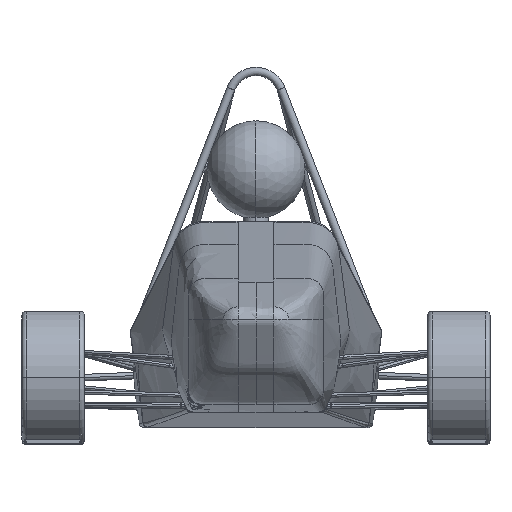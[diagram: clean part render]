
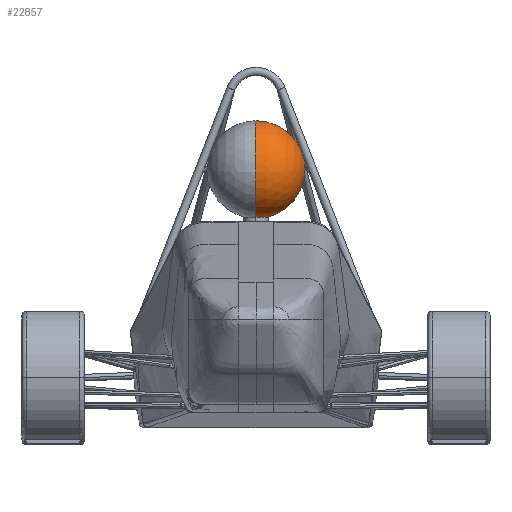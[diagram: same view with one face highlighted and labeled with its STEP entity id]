
A CAD part, top view. The second image highlights one B-rep face of the part: STEP entity #22857.
In plain terms, the highlighted spherical face has radius 150 mm.
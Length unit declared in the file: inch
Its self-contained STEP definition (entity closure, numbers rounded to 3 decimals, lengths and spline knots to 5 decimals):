
#94 = CARTESIAN_POINT ( 'NONE',  ( 0.87363, 27.38366, -0.13299 ) ) ;
#189 = B_SPLINE_CURVE_WITH_KNOTS ( 'NONE', 3,
 ( #13366, #21529, #389, #28071, #25929, #15229, #23919, #13087, #19784, #19510, #19939, #15370, #94, #9096, #17783, #21661, #8544, #10940, #4257, #23786, #8955, #6387, #15088, #12953, #2118, #10805, #17506, #18221, #2687, #13800, #7665, #22652, #826, #15799, #7100, #22510, #4813, #20657, #7523, #2968, #18361, #11936, #24768, #20372, #9529, #20514, #26916, #3249, #11801, #13667, #7387, #13520, #9804, #24496, #27057, #11655, #16223, #22230, #9663, #20219, #9240, #1101, #18497, #5100, #27203 ),
 .UNSPECIFIED., .F., .F.,
 ( 4, 2, 2, 2, 2, 2, 2, 2, 2, 2, 2, 2, 1, 2, 2, 2, 2, 2, 2, 2, 2, 2, 2, 2, 2, 2, 2, 2, 2, 2, 2, 2, 4 ),
 ( 0., 0.00745, 0.01117, 0.01303, 0.0149, 0.02234, 0.02421, 0.02607, 0.02979, 0.03724, 0.0391, 0.04097, 0.04469, 0.04841, 0.05028, 0.05214, 0.05959, 0.06331, 0.06517, 0.06703, 0.07448, 0.07634, 0.07821, 0.08193, 0.08938, 0.09124, 0.0931, 0.09683, 0.10055, 0.10427, 0.11172, 0.11545, 0.11917 ),
 .UNSPECIFIED. ) ;
#389 = CARTESIAN_POINT ( 'NONE',  ( 0.19665, 27.37014, 0.13769 ) ) ;
#826 = CARTESIAN_POINT ( 'NONE',  ( 1.50003, 27.44743, -1.40048 ) ) ;
#1101 = CARTESIAN_POINT ( 'NONE',  ( 0.19766, 27.52074, -2.84032 ) ) ;
#1136 = AXIS2_PLACEMENT_3D ( 'NONE', #22382, #13098, #13676 ) ;
#1509 = VERTEX_POINT ( 'NONE', #11173 ) ;
#2118 = CARTESIAN_POINT ( 'NONE',  ( 1.38798, 27.416, -0.77754 ) ) ;
#2472 = AXIS2_PLACEMENT_3D ( 'NONE', #9380, #13939, #16217 ) ;
#2687 = CARTESIAN_POINT ( 'NONE',  ( 1.46091, 27.42778, -1.01148 ) ) ;
#2968 = CARTESIAN_POINT ( 'NONE',  ( 1.42392, 27.46942, -1.83435 ) ) ;
#3249 = CARTESIAN_POINT ( 'NONE',  ( 1.13168, 27.49526, -2.34206 ) ) ;
#3546 = CIRCLE ( 'NONE', #1136, 5.90551 ) ;
#4257 = CARTESIAN_POINT ( 'NONE',  ( 1.19226, 27.39889, -0.43702 ) ) ;
#4612 = ORIENTED_EDGE ( 'NONE', *, *, #25684, .T. ) ;
#4813 = CARTESIAN_POINT ( 'NONE',  ( 1.48023, 27.45735, -1.59654 ) ) ;
#4975 = VERTEX_POINT ( 'NONE', #7890 ) ;
#5100 = CARTESIAN_POINT ( 'NONE',  ( 0.04958, 27.52137, -2.85257 ) ) ;
#5224 = CIRCLE ( 'NONE', #2472, 5.90551 ) ;
#6387 = CARTESIAN_POINT ( 'NONE',  ( 1.29941, 27.40722, -0.60281 ) ) ;
#7100 = CARTESIAN_POINT ( 'NONE',  ( 1.49047, 27.45364, -1.52319 ) ) ;
#7387 = CARTESIAN_POINT ( 'NONE',  ( 0.98993, 27.50229, -2.4798 ) ) ;
#7523 = CARTESIAN_POINT ( 'NONE',  ( 1.45217, 27.46467, -1.74089 ) ) ;
#7665 = CARTESIAN_POINT ( 'NONE',  ( 1.49041, 27.4351, -1.1566 ) ) ;
#7890 = CARTESIAN_POINT ( 'NONE',  ( 0., 27.36965, 0.14743 ) ) ;
#8544 = CARTESIAN_POINT ( 'NONE',  ( 1.02645, 27.3899, -0.25768 ) ) ;
#8955 = CARTESIAN_POINT ( 'NONE',  ( 1.27404, 27.40509, -0.56046 ) ) ;
#9096 = CARTESIAN_POINT ( 'NONE',  ( 0.91322, 27.38513, -0.16234 ) ) ;
#9240 = CARTESIAN_POINT ( 'NONE',  ( 0.24643, 27.52036, -2.833 ) ) ;
#9380 = CARTESIAN_POINT ( 'NONE',  ( 0., 33.14955, -1.0641 ) ) ;
#9529 = CARTESIAN_POINT ( 'NONE',  ( 1.30011, 27.48304, -2.10233 ) ) ;
#9663 = CARTESIAN_POINT ( 'NONE',  ( 0.48413, 27.51743, -2.7757 ) ) ;
#9804 = CARTESIAN_POINT ( 'NONE',  ( 0.91458, 27.5055, -2.54251 ) ) ;
#10805 = CARTESIAN_POINT ( 'NONE',  ( 1.42095, 27.42063, -0.86955 ) ) ;
#10939 = CARTESIAN_POINT ( 'NONE',  ( 0., 39.04697, -0.75503 ) ) ;
#10940 = CARTESIAN_POINT ( 'NONE',  ( 1.13019, 27.3951, -0.36149 ) ) ;
#11173 = CARTESIAN_POINT ( 'NONE',  ( 0., 27.52137, -2.85257 ) ) ;
#11415 = EDGE_LOOP ( 'NONE', ( #19501, #4612, #17976 ) ) ;
#11655 = CARTESIAN_POINT ( 'NONE',  ( 0.75219, 27.51106, -2.65127 ) ) ;
#11801 = CARTESIAN_POINT ( 'NONE',  ( 1.04429, 27.49973, -2.42964 ) ) ;
#11936 = CARTESIAN_POINT ( 'NONE',  ( 1.36711, 27.47633, -1.97033 ) ) ;
#12416 = AXIS2_PLACEMENT_3D ( 'NONE', #24022, #21763, #23749 ) ;
#12673 = VERTEX_POINT ( 'NONE', #10939 ) ;
#12953 = CARTESIAN_POINT ( 'NONE',  ( 1.34621, 27.41155, -0.68914 ) ) ;
#13053 = SPHERICAL_SURFACE ( 'NONE', #12416, 5.90551 ) ;
#13087 = CARTESIAN_POINT ( 'NONE',  ( 0.52888, 27.37445, 0.05132 ) ) ;
#13098 = DIRECTION ( 'NONE',  ( -1., 0., 0. ) ) ;
#13366 = CARTESIAN_POINT ( 'NONE',  ( 0., 27.36965, 0.14743 ) ) ;
#13520 = CARTESIAN_POINT ( 'NONE',  ( 0.97135, 27.50311, -2.49585 ) ) ;
#13667 = CARTESIAN_POINT ( 'NONE',  ( 1.02638, 27.5006, -2.44671 ) ) ;
#13676 = DIRECTION ( 'NONE',  ( 0., 0., 1. ) ) ;
#13800 = CARTESIAN_POINT ( 'NONE',  ( 1.46635, 27.429, -1.03569 ) ) ;
#13939 = DIRECTION ( 'NONE',  ( 1., 0., 0. ) ) ;
#15051 = FACE_OUTER_BOUND ( 'NONE', #11415, .T. ) ;
#15088 = CARTESIAN_POINT ( 'NONE',  ( 1.31153, 27.40829, -0.62422 ) ) ;
#15229 = CARTESIAN_POINT ( 'NONE',  ( 0.45876, 27.37323, 0.07577 ) ) ;
#15370 = CARTESIAN_POINT ( 'NONE',  ( 0.85354, 27.38295, -0.11885 ) ) ;
#15799 = CARTESIAN_POINT ( 'NONE',  ( 1.49768, 27.44991, -1.44949 ) ) ;
#16217 = DIRECTION ( 'NONE',  ( 0., 0., -1. ) ) ;
#16220 = EDGE_CURVE ( 'NONE', #4975, #12673, #3546, .T. ) ;
#16223 = CARTESIAN_POINT ( 'NONE',  ( 0.66546, 27.51344, -2.69778 ) ) ;
#17506 = CARTESIAN_POINT ( 'NONE',  ( 1.44234, 27.42418, -0.93994 ) ) ;
#17783 = CARTESIAN_POINT ( 'NONE',  ( 0.93277, 27.38589, -0.1776 ) ) ;
#17976 = ORIENTED_EDGE ( 'NONE', *, *, #16220, .F. ) ;
#18221 = CARTESIAN_POINT ( 'NONE',  ( 1.44891, 27.42537, -0.96363 ) ) ;
#18361 = CARTESIAN_POINT ( 'NONE',  ( 1.37706, 27.47518, -1.94781 ) ) ;
#18497 = CARTESIAN_POINT ( 'NONE',  ( 0.09902, 27.52124, -2.85012 ) ) ;
#19501 = ORIENTED_EDGE ( 'NONE', *, *, #23003, .T. ) ;
#19510 = CARTESIAN_POINT ( 'NONE',  ( 0.66545, 27.37725, -0.00466 ) ) ;
#19784 = CARTESIAN_POINT ( 'NONE',  ( 0.55189, 27.37489, 0.04243 ) ) ;
#19939 = CARTESIAN_POINT ( 'NONE',  ( 0.75162, 27.37955, -0.05077 ) ) ;
#20219 = CARTESIAN_POINT ( 'NONE',  ( 0.3906, 27.51888, -2.80413 ) ) ;
#20372 = CARTESIAN_POINT ( 'NONE',  ( 1.33489, 27.47973, -2.03716 ) ) ;
#20514 = CARTESIAN_POINT ( 'NONE',  ( 1.27494, 27.48518, -2.14436 ) ) ;
#20657 = CARTESIAN_POINT ( 'NONE',  ( 1.47604, 27.45858, -1.62074 ) ) ;
#21529 = CARTESIAN_POINT ( 'NONE',  ( 0.09915, 27.36965, 0.14743 ) ) ;
#21661 = CARTESIAN_POINT ( 'NONE',  ( 0.99008, 27.38825, -0.22466 ) ) ;
#21763 = DIRECTION ( 'NONE',  ( 1., 0., 0. ) ) ;
#22230 = CARTESIAN_POINT ( 'NONE',  ( 0.62049, 27.51453, -2.7191 ) ) ;
#22382 = CARTESIAN_POINT ( 'NONE',  ( 0., 33.14955, -1.0641 ) ) ;
#22510 = CARTESIAN_POINT ( 'NONE',  ( 1.48744, 27.45488, -1.5478 ) ) ;
#22652 = CARTESIAN_POINT ( 'NONE',  ( 1.49994, 27.44001, -1.25385 ) ) ;
#22857 = ADVANCED_FACE ( 'NONE', ( #15051 ), #13053, .T. ) ;
#23003 = EDGE_CURVE ( 'NONE', #4975, #1509, #189, .T. ) ;
#23749 = DIRECTION ( 'NONE',  ( 0., -0.052, 0.999 ) ) ;
#23786 = CARTESIAN_POINT ( 'NONE',  ( 1.26076, 27.40404, -0.5395 ) ) ;
#23919 = CARTESIAN_POINT ( 'NONE',  ( 0.48227, 27.37362, 0.068 ) ) ;
#24022 = CARTESIAN_POINT ( 'NONE',  ( 0., 33.14955, -1.0641 ) ) ;
#24496 = CARTESIAN_POINT ( 'NONE',  ( 0.87535, 27.50699, -2.57165 ) ) ;
#24768 = CARTESIAN_POINT ( 'NONE',  ( 1.34602, 27.4786, -2.01503 ) ) ;
#25684 = EDGE_CURVE ( 'NONE', #1509, #12673, #5224, .T. ) ;
#25929 = CARTESIAN_POINT ( 'NONE',  ( 0.38805, 27.37216, 0.0972 ) ) ;
#26916 = CARTESIAN_POINT ( 'NONE',  ( 1.1936, 27.4914, -2.26628 ) ) ;
#27057 = CARTESIAN_POINT ( 'NONE',  ( 0.79416, 27.50977, -2.62603 ) ) ;
#27203 = CARTESIAN_POINT ( 'NONE',  ( 0., 27.52137, -2.85257 ) ) ;
#28071 = CARTESIAN_POINT ( 'NONE',  ( 0.3405, 27.37156, 0.10909 ) ) ;
